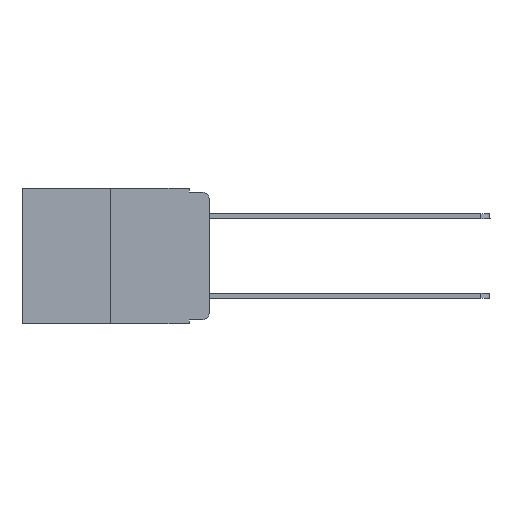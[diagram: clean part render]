
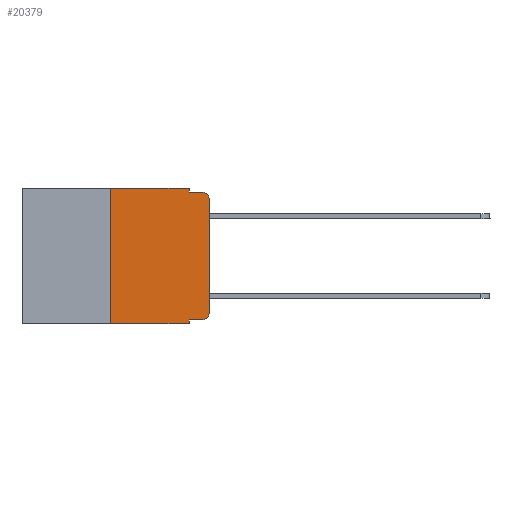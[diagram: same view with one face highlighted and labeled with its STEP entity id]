
A CAD part, left-side view. The second image highlights one B-rep face of the part: STEP entity #20379.
In plain terms, the highlighted planar face has unit normal (-1, 0, 0).
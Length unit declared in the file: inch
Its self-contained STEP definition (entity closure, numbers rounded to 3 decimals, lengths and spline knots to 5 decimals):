
#304 = VECTOR ( 'NONE', #25304, 39.37008 ) ;
#1012 = CARTESIAN_POINT ( 'NONE',  ( 0., 0.473, -0.343 ) ) ;
#1060 = VECTOR ( 'NONE', #4290, 39.37008 ) ;
#1322 = LINE ( 'NONE', #3374, #2030 ) ;
#1340 = AXIS2_PLACEMENT_3D ( 'NONE', #8777, #23353, #12707 ) ;
#1369 = CARTESIAN_POINT ( 'NONE',  ( 0., 0.051, -0.343 ) ) ;
#1534 = ORIENTED_EDGE ( 'NONE', *, *, #14435, .F. ) ;
#1635 = VECTOR ( 'NONE', #10602, 39.37008 ) ;
#1965 = EDGE_CURVE ( 'NONE', #15652, #8222, #6554, .T. ) ;
#2030 = VECTOR ( 'NONE', #24080, 39.37008 ) ;
#2487 = AXIS2_PLACEMENT_3D ( 'NONE', #5452, #18078, #20460 ) ;
#3374 = CARTESIAN_POINT ( 'NONE',  ( 0., 0.051, -0.333 ) ) ;
#3612 = CIRCLE ( 'NONE', #2487, 0.02 ) ;
#4238 = CARTESIAN_POINT ( 'NONE',  ( 0., 0.02, -0.333 ) ) ;
#4290 = DIRECTION ( 'NONE',  ( 0., 0., 1. ) ) ;
#4353 = LINE ( 'NONE', #10893, #1060 ) ;
#4393 = LINE ( 'NONE', #25963, #26219 ) ;
#4784 = CARTESIAN_POINT ( 'NONE',  ( 0., 0.051, 0. ) ) ;
#5452 = CARTESIAN_POINT ( 'NONE',  ( 0., 0.02, -0.03 ) ) ;
#5888 = VERTEX_POINT ( 'NONE', #22861 ) ;
#6005 = EDGE_CURVE ( 'NONE', #15902, #7622, #4393, .T. ) ;
#6159 = DIRECTION ( 'NONE',  ( -1., 0., 0. ) ) ;
#6318 = VERTEX_POINT ( 'NONE', #4238 ) ;
#6367 = CARTESIAN_POINT ( 'NONE',  ( 0., 0.051, -0.01 ) ) ;
#6398 = CARTESIAN_POINT ( 'NONE',  ( 0., 0., -0.03 ) ) ;
#6554 = LINE ( 'NONE', #4784, #304 ) ;
#6841 = EDGE_CURVE ( 'NONE', #6318, #15902, #25219, .T. ) ;
#7370 = LINE ( 'NONE', #25538, #17487 ) ;
#7622 = VERTEX_POINT ( 'NONE', #6398 ) ;
#7704 = CARTESIAN_POINT ( 'NONE',  ( 0., 0., -0.313 ) ) ;
#8222 = VERTEX_POINT ( 'NONE', #6367 ) ;
#8638 = VERTEX_POINT ( 'NONE', #1369 ) ;
#8777 = CARTESIAN_POINT ( 'NONE',  ( 0., 0.473, 0. ) ) ;
#9356 = ORIENTED_EDGE ( 'NONE', *, *, #11419, .F. ) ;
#10028 = VECTOR ( 'NONE', #21856, 39.37008 ) ;
#10602 = DIRECTION ( 'NONE',  ( 0., -1., 0. ) ) ;
#10893 = CARTESIAN_POINT ( 'NONE',  ( 0., 0.25, 0. ) ) ;
#11222 = LINE ( 'NONE', #20139, #26167 ) ;
#11419 = EDGE_CURVE ( 'NONE', #5888, #15652, #7370, .T. ) ;
#11436 = CARTESIAN_POINT ( 'NONE',  ( 0., 0.051, 0. ) ) ;
#12072 = EDGE_CURVE ( 'NONE', #13741, #5888, #4353, .T. ) ;
#12272 = ORIENTED_EDGE ( 'NONE', *, *, #14287, .T. ) ;
#12707 = DIRECTION ( 'NONE',  ( 0., 0., -1. ) ) ;
#13581 = EDGE_CURVE ( 'NONE', #24817, #6318, #1322, .T. ) ;
#13741 = VERTEX_POINT ( 'NONE', #26620 ) ;
#14287 = EDGE_CURVE ( 'NONE', #7622, #24336, #3612, .T. ) ;
#14435 = EDGE_CURVE ( 'NONE', #8222, #24336, #23195, .T. ) ;
#14512 = ORIENTED_EDGE ( 'NONE', *, *, #1965, .F. ) ;
#14648 = CARTESIAN_POINT ( 'NONE',  ( 0., 0.051, -0.333 ) ) ;
#14649 = CARTESIAN_POINT ( 'NONE',  ( 0., 0.02, -0.313 ) ) ;
#15522 = ORIENTED_EDGE ( 'NONE', *, *, #25550, .F. ) ;
#15652 = VERTEX_POINT ( 'NONE', #11436 ) ;
#15902 = VERTEX_POINT ( 'NONE', #7704 ) ;
#16187 = ORIENTED_EDGE ( 'NONE', *, *, #6005, .T. ) ;
#16658 = EDGE_LOOP ( 'NONE', ( #16187, #12272, #1534, #14512, #9356, #25765, #26899, #15522, #21554, #17260 ) ) ;
#17260 = ORIENTED_EDGE ( 'NONE', *, *, #6841, .T. ) ;
#17487 = VECTOR ( 'NONE', #19041, 39.37008 ) ;
#18078 = DIRECTION ( 'NONE',  ( -1., 0., 0. ) ) ;
#19041 = DIRECTION ( 'NONE',  ( 0., -1., 0. ) ) ;
#19728 = DIRECTION ( 'NONE',  ( 0., 0., 1. ) ) ;
#20139 = CARTESIAN_POINT ( 'NONE',  ( 0., 0.051, 0. ) ) ;
#20256 = FACE_OUTER_BOUND ( 'NONE', #16658, .T. ) ;
#20379 = ADVANCED_FACE ( 'NONE', ( #20256 ), #20759, .F. ) ;
#20460 = DIRECTION ( 'NONE',  ( 0., 0., -1. ) ) ;
#20700 = CARTESIAN_POINT ( 'NONE',  ( 0., 0.02, -0.01 ) ) ;
#20759 = PLANE ( 'NONE',  #1340 ) ;
#21129 = AXIS2_PLACEMENT_3D ( 'NONE', #14649, #6159, #24727 ) ;
#21433 = LINE ( 'NONE', #1012, #10028 ) ;
#21554 = ORIENTED_EDGE ( 'NONE', *, *, #13581, .T. ) ;
#21856 = DIRECTION ( 'NONE',  ( 0., -1., 0. ) ) ;
#21955 = DIRECTION ( 'NONE',  ( 0., 0., -1. ) ) ;
#22861 = CARTESIAN_POINT ( 'NONE',  ( 0., 0.25, 0. ) ) ;
#23162 = CARTESIAN_POINT ( 'NONE',  ( 0., 0.051, -0.01 ) ) ;
#23195 = LINE ( 'NONE', #23162, #1635 ) ;
#23353 = DIRECTION ( 'NONE',  ( 1., 0., 0. ) ) ;
#23894 = EDGE_CURVE ( 'NONE', #13741, #8638, #21433, .T. ) ;
#24080 = DIRECTION ( 'NONE',  ( 0., -1., 0. ) ) ;
#24336 = VERTEX_POINT ( 'NONE', #20700 ) ;
#24727 = DIRECTION ( 'NONE',  ( 0., 0., -1. ) ) ;
#24817 = VERTEX_POINT ( 'NONE', #14648 ) ;
#25219 = CIRCLE ( 'NONE', #21129, 0.02 ) ;
#25304 = DIRECTION ( 'NONE',  ( 0., 0., -1. ) ) ;
#25538 = CARTESIAN_POINT ( 'NONE',  ( 0., 0.473, 0. ) ) ;
#25550 = EDGE_CURVE ( 'NONE', #24817, #8638, #11222, .T. ) ;
#25765 = ORIENTED_EDGE ( 'NONE', *, *, #12072, .F. ) ;
#25963 = CARTESIAN_POINT ( 'NONE',  ( 0., 0., 0. ) ) ;
#26167 = VECTOR ( 'NONE', #21955, 39.37008 ) ;
#26219 = VECTOR ( 'NONE', #19728, 39.37008 ) ;
#26620 = CARTESIAN_POINT ( 'NONE',  ( 0., 0.25, -0.343 ) ) ;
#26899 = ORIENTED_EDGE ( 'NONE', *, *, #23894, .T. ) ;
